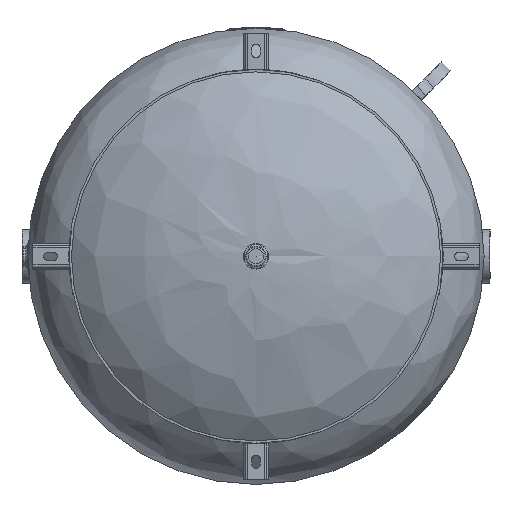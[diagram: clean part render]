
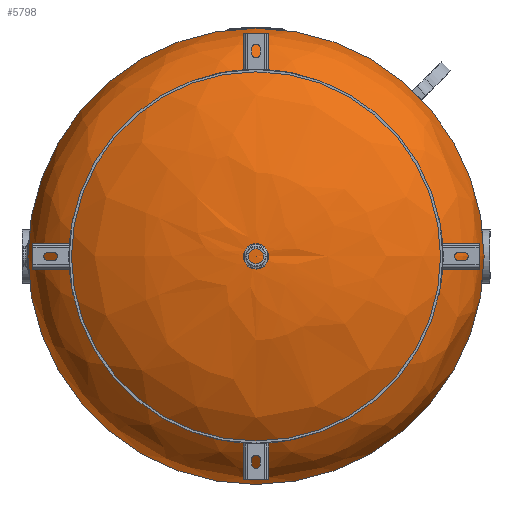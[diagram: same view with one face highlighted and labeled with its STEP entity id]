
A CAD part, front view. The second image highlights one B-rep face of the part: STEP entity #5798.
In plain terms, the highlighted free-form (B-spline) face has degree [2, 2] with [3, 9] control points.
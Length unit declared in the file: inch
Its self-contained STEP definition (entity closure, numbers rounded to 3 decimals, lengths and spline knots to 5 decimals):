
#574=ELLIPSE('',#6428,18.,9.1875);
#632=(
BOUNDED_SURFACE()
B_SPLINE_SURFACE(2,2,((#8872,#8873,#8874,#8875,#8876,#8877,#8878,#8879,
#8880),(#8881,#8882,#8883,#8884,#8885,#8886,#8887,#8888,#8889),(#8890,#8891,
#8892,#8893,#8894,#8895,#8896,#8897,#8898)),.UNSPECIFIED.,.F.,.T.,.F.)
B_SPLINE_SURFACE_WITH_KNOTS((3,3),(3,2,2,2,3),(0.,1.5708),(0.,
1.5708,3.14159,4.71239,6.28319),
 .UNSPECIFIED.)
GEOMETRIC_REPRESENTATION_ITEM()
RATIONAL_B_SPLINE_SURFACE(((1.,0.707,1.,0.707,1.,
0.707,1.,0.707,1.),(0.707,0.5,0.707,
0.5,0.707,0.5,0.707,0.5,0.707),(1.,
0.707,1.,0.707,1.,0.707,1.,0.707,
1.)))
REPRESENTATION_ITEM('')
SURFACE()
);
#1470=FACE_OUTER_BOUND('',#1782,.T.);
#1782=EDGE_LOOP('',(#4055,#4056,#4057,#4058));
#2177=CIRCLE('',#6418,18.);
#2178=CIRCLE('',#6419,18.);
#2491=VERTEX_POINT('',#8853);
#2492=VERTEX_POINT('',#8855);
#2498=VERTEX_POINT('',#8899);
#3118=EDGE_CURVE('',#2491,#2492,#2177,.T.);
#3119=EDGE_CURVE('',#2492,#2491,#2178,.T.);
#3127=EDGE_CURVE('',#2498,#2492,#574,.T.);
#4055=ORIENTED_EDGE('',*,*,#3127,.T.);
#4056=ORIENTED_EDGE('',*,*,#3118,.F.);
#4057=ORIENTED_EDGE('',*,*,#3119,.F.);
#4058=ORIENTED_EDGE('',*,*,#3127,.F.);
#5798=ADVANCED_FACE('',(#1470),#632,.T.);
#6418=AXIS2_PLACEMENT_3D('',#8856,#7139,#7140);
#6419=AXIS2_PLACEMENT_3D('',#8857,#7141,#7142);
#6428=AXIS2_PLACEMENT_3D('',#8900,#7160,#7161);
#7139=DIRECTION('center_axis',(0.,-1.,0.));
#7140=DIRECTION('ref_axis',(1.,0.,0.));
#7141=DIRECTION('center_axis',(0.,-1.,0.));
#7142=DIRECTION('ref_axis',(1.,0.,0.));
#7160=DIRECTION('center_axis',(0.,0.,-1.));
#7161=DIRECTION('ref_axis',(1.,0.,0.));
#8853=CARTESIAN_POINT('',(-18.,0.,0.));
#8855=CARTESIAN_POINT('',(18.,0.,0.));
#8856=CARTESIAN_POINT('Origin',(0.,0.,0.));
#8857=CARTESIAN_POINT('Origin',(0.,0.,0.));
#8872=CARTESIAN_POINT('Ctrl Pts',(18.,0.,0.));
#8873=CARTESIAN_POINT('Ctrl Pts',(18.,0.,18.));
#8874=CARTESIAN_POINT('Ctrl Pts',(0.,0.,18.));
#8875=CARTESIAN_POINT('Ctrl Pts',(-18.,0.,18.));
#8876=CARTESIAN_POINT('Ctrl Pts',(-18.,0.,0.));
#8877=CARTESIAN_POINT('Ctrl Pts',(-18.,0.,-18.));
#8878=CARTESIAN_POINT('Ctrl Pts',(0.,0.,-18.));
#8879=CARTESIAN_POINT('Ctrl Pts',(18.,0.,-18.));
#8880=CARTESIAN_POINT('Ctrl Pts',(18.,0.,0.));
#8881=CARTESIAN_POINT('Ctrl Pts',(18.,9.1875,0.));
#8882=CARTESIAN_POINT('Ctrl Pts',(18.,9.1875,18.));
#8883=CARTESIAN_POINT('Ctrl Pts',(0.,9.1875,18.));
#8884=CARTESIAN_POINT('Ctrl Pts',(-18.,9.1875,18.));
#8885=CARTESIAN_POINT('Ctrl Pts',(-18.,9.1875,0.));
#8886=CARTESIAN_POINT('Ctrl Pts',(-18.,9.1875,-18.));
#8887=CARTESIAN_POINT('Ctrl Pts',(0.,9.1875,-18.));
#8888=CARTESIAN_POINT('Ctrl Pts',(18.,9.1875,-18.));
#8889=CARTESIAN_POINT('Ctrl Pts',(18.,9.1875,0.));
#8890=CARTESIAN_POINT('Ctrl Pts',(0.,9.1875,0.));
#8891=CARTESIAN_POINT('Ctrl Pts',(0.,9.1875,0.));
#8892=CARTESIAN_POINT('Ctrl Pts',(0.,9.1875,0.));
#8893=CARTESIAN_POINT('Ctrl Pts',(0.,9.1875,0.));
#8894=CARTESIAN_POINT('Ctrl Pts',(0.,9.1875,0.));
#8895=CARTESIAN_POINT('Ctrl Pts',(0.,9.1875,0.));
#8896=CARTESIAN_POINT('Ctrl Pts',(0.,9.1875,0.));
#8897=CARTESIAN_POINT('Ctrl Pts',(0.,9.1875,0.));
#8898=CARTESIAN_POINT('Ctrl Pts',(0.,9.1875,0.));
#8899=CARTESIAN_POINT('',(0.,9.1875,0.));
#8900=CARTESIAN_POINT('Origin',(0.,0.,0.));
